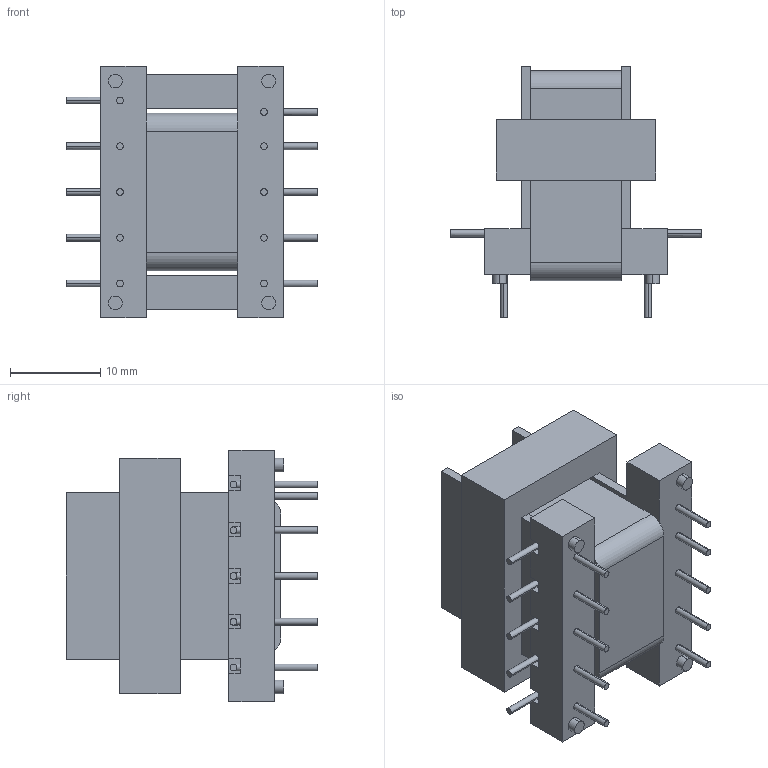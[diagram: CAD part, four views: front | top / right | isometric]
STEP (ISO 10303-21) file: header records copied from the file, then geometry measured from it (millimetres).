
FILE_DESCRIPTION (( 'STEP AP214' ), '1' );
FILE_NAME ('Coilcraft-DA2077-AL.STEP', '2019-10-19T06:57:24', ( '' ), ( '' ), 'SwSTEP 2.0', 'SolidWorks 2019', '' );
FILE_SCHEMA (( 'AUTOMOTIVE_DESIGN' ));
Length unit declared in the file: millimetre
Products named in the file (1): Coilcraft-DA2077-AL
Bounding box: 27.94 x 27.89 x 27.94 mm (x, y, z)
Volume: 7850.7 mm3; surface area: 3965.6 mm2
Topology: 1 solids, 1 shells, 361 faces, 896 edges, 578 vertices
Faces by surface type: plane 232, cylinder 74, bspline 55
Entity records: 14676 total; most frequent: CARTESIAN_POINT 4557, ORIENTED_EDGE 1792, DIRECTION 1482, EDGE_CURVE 896, LINE 644, VECTOR 644, VERTEX_POINT 578, AXIS2_PLACEMENT_3D 419
